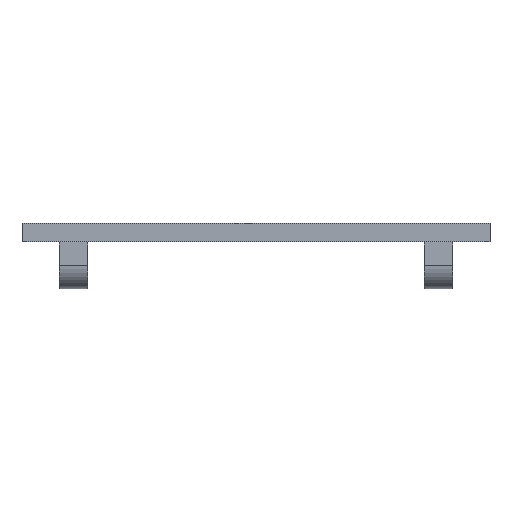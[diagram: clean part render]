
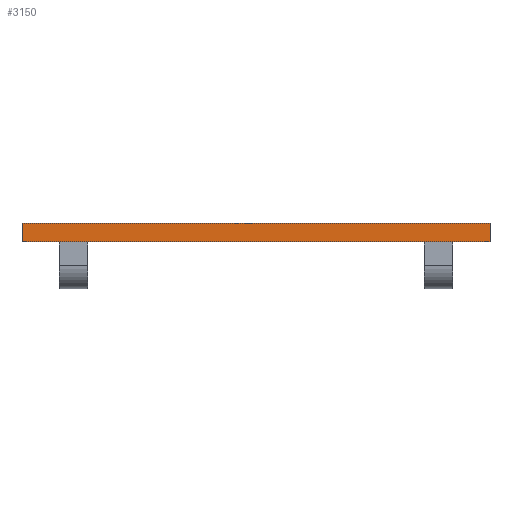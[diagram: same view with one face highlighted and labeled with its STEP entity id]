
A CAD part, front view. The second image highlights one B-rep face of the part: STEP entity #3150.
In plain terms, the highlighted planar face has unit normal (0, -1, 0).
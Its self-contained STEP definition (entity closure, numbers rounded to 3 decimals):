
#296=PLANE('',#3309);
#460=FACE_OUTER_BOUND('',#643,.T.);
#643=EDGE_LOOP('',(#2909,#2910,#2911,#2912));
#947=LINE('',#5324,#1250);
#952=LINE('',#5337,#1255);
#953=LINE('',#5340,#1256);
#954=LINE('',#5341,#1257);
#1250=VECTOR('',#3879,10.);
#1255=VECTOR('',#3892,10.);
#1256=VECTOR('',#3895,10.);
#1257=VECTOR('',#3896,10.);
#1595=VERTEX_POINT('',#5321);
#1596=VERTEX_POINT('',#5323);
#1600=VERTEX_POINT('',#5335);
#1601=VERTEX_POINT('',#5339);
#2045=EDGE_CURVE('',#1595,#1596,#947,.T.);
#2052=EDGE_CURVE('',#1600,#1596,#952,.T.);
#2053=EDGE_CURVE('',#1601,#1600,#953,.T.);
#2054=EDGE_CURVE('',#1601,#1595,#954,.T.);
#2909=ORIENTED_EDGE('',*,*,#2053,.T.);
#2910=ORIENTED_EDGE('',*,*,#2052,.T.);
#2911=ORIENTED_EDGE('',*,*,#2045,.F.);
#2912=ORIENTED_EDGE('',*,*,#2054,.F.);
#3150=ADVANCED_FACE('',(#460),#296,.T.);
#3309=AXIS2_PLACEMENT_3D('',#5338,#3893,#3894);
#3879=DIRECTION('',(1.,0.,0.));
#3892=DIRECTION('',(0.,0.,1.));
#3893=DIRECTION('center_axis',(0.,-1.,0.));
#3894=DIRECTION('ref_axis',(1.,0.,0.));
#3895=DIRECTION('',(1.,0.,0.));
#3896=DIRECTION('',(0.,0.,1.));
#5321=CARTESIAN_POINT('',(-50.,0.,87.));
#5323=CARTESIAN_POINT('',(0.,0.,87.));
#5324=CARTESIAN_POINT('',(-50.,0.,87.));
#5335=CARTESIAN_POINT('',(0.,0.,85.));
#5337=CARTESIAN_POINT('',(0.,0.,85.));
#5338=CARTESIAN_POINT('Origin',(-50.,0.,85.));
#5339=CARTESIAN_POINT('',(-50.,0.,85.));
#5340=CARTESIAN_POINT('',(-50.,0.,85.));
#5341=CARTESIAN_POINT('',(-50.,0.,85.));
